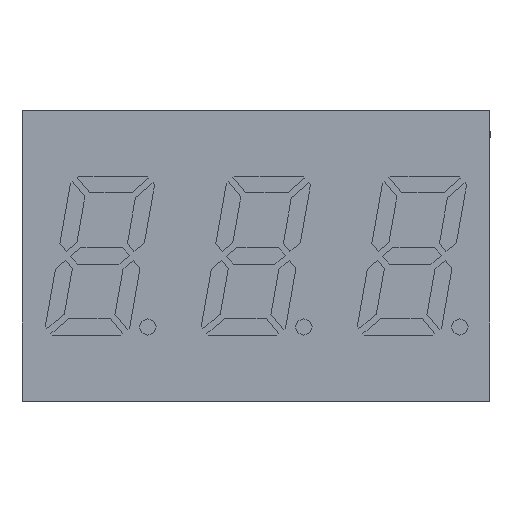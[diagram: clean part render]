
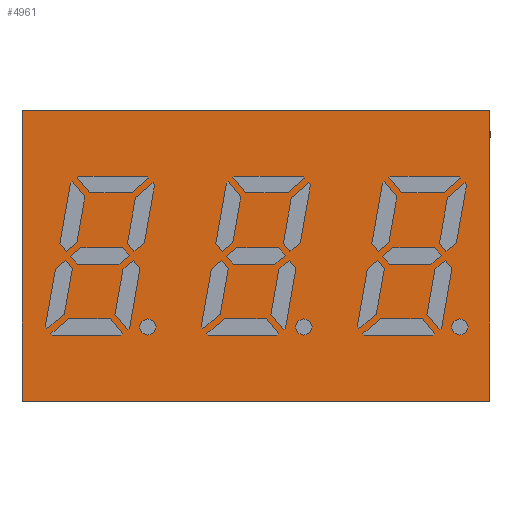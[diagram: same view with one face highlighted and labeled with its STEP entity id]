
A CAD part, top view. The second image highlights one B-rep face of the part: STEP entity #4961.
In plain terms, the highlighted planar face has unit normal (0, 0, 1).
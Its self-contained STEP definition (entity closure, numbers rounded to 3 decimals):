
#99 = VERTEX_POINT ( 'NONE', #6219 ) ;
#282 = VERTEX_POINT ( 'NONE', #4318 ) ;
#424 = VECTOR ( 'NONE', #5739, 1000. ) ;
#939 = DIRECTION ( 'NONE',  ( -1., 0., 0. ) ) ;
#1413 = DIRECTION ( 'NONE',  ( 0., 0., 1. ) ) ;
#1506 = DIRECTION ( 'NONE',  ( -1., 0., 0. ) ) ;
#1697 = LINE ( 'NONE', #8266, #9081 ) ;
#1884 = CARTESIAN_POINT ( 'NONE',  ( 13.58, 15.814, 0. ) ) ;
#1945 = VECTOR ( 'NONE', #5426, 1000. ) ;
#2299 = CARTESIAN_POINT ( 'NONE',  ( 24.83, 15.814, 0. ) ) ;
#2975 = EDGE_CURVE ( 'NONE', #99, #8548, #1697, .T. ) ;
#3584 = CARTESIAN_POINT ( 'NONE',  ( 24.83, 8.83, 0. ) ) ;
#3618 = CARTESIAN_POINT ( 'NONE',  ( 24.831, 15.815, 0. ) ) ;
#3625 = ORIENTED_EDGE ( 'NONE', *, *, #2975, .F. ) ;
#3863 = ORIENTED_EDGE ( 'NONE', *, *, #5655, .F. ) ;
#4228 = EDGE_LOOP ( 'NONE', ( #3863, #5999, #4625, #3625 ) ) ;
#4318 = CARTESIAN_POINT ( 'NONE',  ( 2.33, 15.814, 0. ) ) ;
#4625 = ORIENTED_EDGE ( 'NONE', *, *, #7105, .T. ) ;
#4961 = ADVANCED_FACE ( 'NONE', ( #5725 ), #5593, .T. ) ;
#5097 = VECTOR ( 'NONE', #8937, 1000. ) ;
#5426 = DIRECTION ( 'NONE',  ( 0., -1., 0. ) ) ;
#5508 = AXIS2_PLACEMENT_3D ( 'NONE', #3618, #1413, #1506 ) ;
#5593 = PLANE ( 'NONE',  #5508 ) ;
#5655 = EDGE_CURVE ( 'NONE', #6546, #99, #7151, .T. ) ;
#5725 = FACE_OUTER_BOUND ( 'NONE', #4228, .T. ) ;
#5739 = DIRECTION ( 'NONE',  ( 0., -1., 0. ) ) ;
#5999 = ORIENTED_EDGE ( 'NONE', *, *, #8116, .F. ) ;
#6219 = CARTESIAN_POINT ( 'NONE',  ( 24.83, 1.845, 0. ) ) ;
#6546 = VERTEX_POINT ( 'NONE', #2299 ) ;
#7072 = CARTESIAN_POINT ( 'NONE',  ( 2.33, 8.83, 0. ) ) ;
#7105 = EDGE_CURVE ( 'NONE', #282, #8548, #9144, .T. ) ;
#7151 = LINE ( 'NONE', #3584, #424 ) ;
#8116 = EDGE_CURVE ( 'NONE', #282, #6546, #8188, .T. ) ;
#8188 = LINE ( 'NONE', #1884, #5097 ) ;
#8266 = CARTESIAN_POINT ( 'NONE',  ( 13.58, 1.845, 0. ) ) ;
#8548 = VERTEX_POINT ( 'NONE', #9053 ) ;
#8937 = DIRECTION ( 'NONE',  ( 1., 0., 0. ) ) ;
#9053 = CARTESIAN_POINT ( 'NONE',  ( 2.33, 1.845, 0. ) ) ;
#9081 = VECTOR ( 'NONE', #939, 1000. ) ;
#9144 = LINE ( 'NONE', #7072, #1945 ) ;
